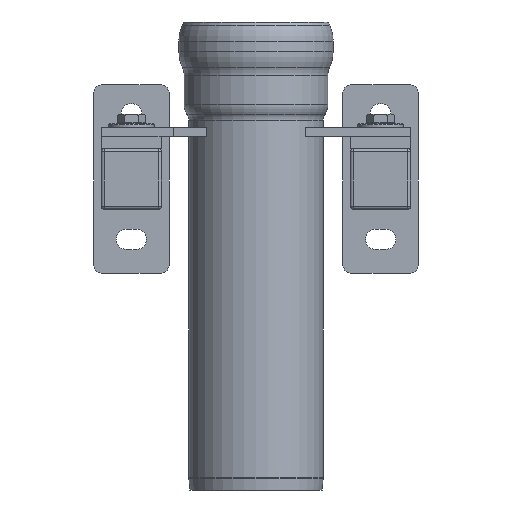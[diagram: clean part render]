
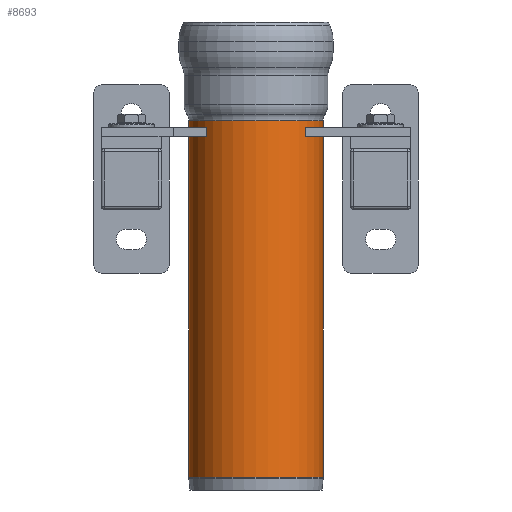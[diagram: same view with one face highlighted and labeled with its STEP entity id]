
A CAD part, front view. The second image highlights one B-rep face of the part: STEP entity #8693.
In plain terms, the highlighted cylindrical face has radius 44.5 mm (diameter 89 mm), a full revolution.
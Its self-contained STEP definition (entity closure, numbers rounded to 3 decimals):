
#843=FACE_OUTER_BOUND('',#1405,.T.);
#1405=EDGE_LOOP('',(#7141,#7142,#7143,#7144,#7145));
#2154=LINE('',#14123,#2936);
#2936=VECTOR('',#11466,44.5);
#3471=CIRCLE('',#9469,44.5);
#3473=CIRCLE('',#9473,44.5);
#3474=CIRCLE('',#9474,44.5);
#4130=VERTEX_POINT('',#14114);
#4132=VERTEX_POINT('',#14122);
#4133=VERTEX_POINT('',#14124);
#5177=EDGE_CURVE('',#4130,#4130,#3471,.T.);
#5180=EDGE_CURVE('',#4130,#4132,#2154,.T.);
#5181=EDGE_CURVE('',#4132,#4133,#3473,.T.);
#5182=EDGE_CURVE('',#4133,#4132,#3474,.T.);
#7141=ORIENTED_EDGE('',*,*,#5177,.F.);
#7142=ORIENTED_EDGE('',*,*,#5180,.T.);
#7143=ORIENTED_EDGE('',*,*,#5181,.T.);
#7144=ORIENTED_EDGE('',*,*,#5182,.T.);
#7145=ORIENTED_EDGE('',*,*,#5180,.F.);
#8337=CYLINDRICAL_SURFACE('',#9472,44.5);
#8693=ADVANCED_FACE('',(#843),#8337,.T.);
#9469=AXIS2_PLACEMENT_3D('',#14116,#11457,#11458);
#9472=AXIS2_PLACEMENT_3D('',#14121,#11464,#11465);
#9473=AXIS2_PLACEMENT_3D('',#14125,#11467,#11468);
#9474=AXIS2_PLACEMENT_3D('',#14126,#11469,#11470);
#11457=DIRECTION('center_axis',(0.,0.,
-1.));
#11458=DIRECTION('ref_axis',(1.,0.,0.));
#11464=DIRECTION('center_axis',(0.,0.,
-1.));
#11465=DIRECTION('ref_axis',(-1.,0.,0.));
#11466=DIRECTION('',(0.,0.,1.));
#11467=DIRECTION('center_axis',(0.,0.,
-1.));
#11468=DIRECTION('ref_axis',(1.,0.,0.));
#11469=DIRECTION('center_axis',(0.,0.,
-1.));
#11470=DIRECTION('ref_axis',(1.,0.,0.));
#14114=CARTESIAN_POINT('',(-2871.697,-168.,192.602));
#14116=CARTESIAN_POINT('Origin',(-2916.197,-168.,192.602));
#14121=CARTESIAN_POINT('Origin',(-2916.197,-168.,55.53));
#14122=CARTESIAN_POINT('',(-2871.697,-168.,428.877));
#14123=CARTESIAN_POINT('',(-2871.697,-168.,55.53));
#14124=CARTESIAN_POINT('',(-2916.197,-212.5,428.877));
#14125=CARTESIAN_POINT('Origin',(-2916.197,-168.,428.877));
#14126=CARTESIAN_POINT('Origin',(-2916.197,-168.,428.877));
